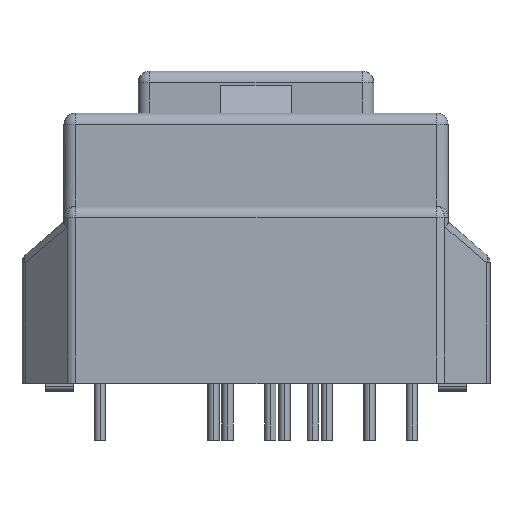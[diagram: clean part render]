
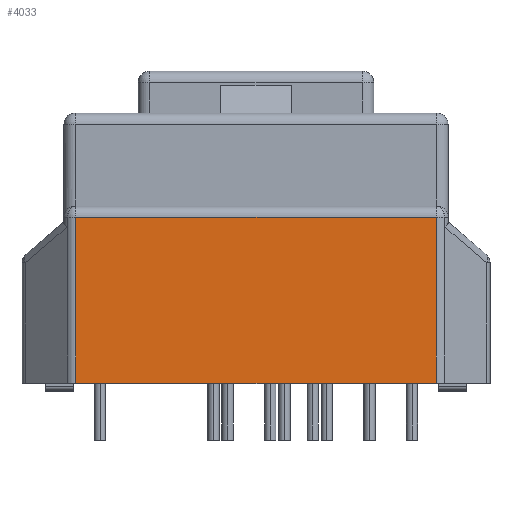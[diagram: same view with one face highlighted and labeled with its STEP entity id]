
A CAD part, top view. The second image highlights one B-rep face of the part: STEP entity #4033.
In plain terms, the highlighted planar face has unit normal (0, 0, 1).
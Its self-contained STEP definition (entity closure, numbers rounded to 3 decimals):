
#65 = EDGE_CURVE ( 'NONE', #796, #922, #863, .T. ) ;
#147 = EDGE_LOOP ( 'NONE', ( #1842, #3493, #2169, #2147 ) ) ;
#160 = AXIS2_PLACEMENT_3D ( 'NONE', #2536, #1996, #2273 ) ;
#205 = EDGE_CURVE ( 'NONE', #2479, #796, #2626, .T. ) ;
#362 = FACE_OUTER_BOUND ( 'NONE', #147, .T. ) ;
#475 = CARTESIAN_POINT ( 'NONE',  ( -12.7, -11.14, 15.5 ) ) ;
#593 = VECTOR ( 'NONE', #1799, 1000. ) ;
#796 = VERTEX_POINT ( 'NONE', #3252 ) ;
#863 = LINE ( 'NONE', #4097, #3370 ) ;
#922 = VERTEX_POINT ( 'NONE', #1597 ) ;
#1090 = EDGE_CURVE ( 'NONE', #3818, #2479, #2400, .T. ) ;
#1492 = VECTOR ( 'NONE', #2262, 1000. ) ;
#1597 = CARTESIAN_POINT ( 'NONE',  ( 12.7, 0.55, 15.5 ) ) ;
#1799 = DIRECTION ( 'NONE',  ( -1., 0., 0. ) ) ;
#1842 = ORIENTED_EDGE ( 'NONE', *, *, #3227, .T. ) ;
#1996 = DIRECTION ( 'NONE',  ( 0., 0., -1. ) ) ;
#2147 = ORIENTED_EDGE ( 'NONE', *, *, #65, .T. ) ;
#2169 = ORIENTED_EDGE ( 'NONE', *, *, #205, .T. ) ;
#2262 = DIRECTION ( 'NONE',  ( 0., -1., 0. ) ) ;
#2273 = DIRECTION ( 'NONE',  ( -1., 0., 0. ) ) ;
#2298 = CARTESIAN_POINT ( 'NONE',  ( -12.7, 10.86, 15.5 ) ) ;
#2400 = LINE ( 'NONE', #2298, #1492 ) ;
#2479 = VERTEX_POINT ( 'NONE', #475 ) ;
#2536 = CARTESIAN_POINT ( 'NONE',  ( -16.5, 10.86, 15.5 ) ) ;
#2626 = LINE ( 'NONE', #3647, #3521 ) ;
#2695 = CARTESIAN_POINT ( 'NONE',  ( -13.031, 0.55, 15.5 ) ) ;
#2876 = PLANE ( 'NONE',  #160 ) ;
#3227 = EDGE_CURVE ( 'NONE', #922, #3818, #3896, .T. ) ;
#3252 = CARTESIAN_POINT ( 'NONE',  ( 12.7, -11.14, 15.5 ) ) ;
#3370 = VECTOR ( 'NONE', #3456, 1000. ) ;
#3456 = DIRECTION ( 'NONE',  ( 0., 1., 0. ) ) ;
#3493 = ORIENTED_EDGE ( 'NONE', *, *, #1090, .T. ) ;
#3521 = VECTOR ( 'NONE', #3994, 1000. ) ;
#3647 = CARTESIAN_POINT ( 'NONE',  ( -16.5, -11.14, 15.5 ) ) ;
#3818 = VERTEX_POINT ( 'NONE', #4230 ) ;
#3896 = LINE ( 'NONE', #2695, #593 ) ;
#3994 = DIRECTION ( 'NONE',  ( 1., 0., 0. ) ) ;
#4033 = ADVANCED_FACE ( 'NONE', ( #362 ), #2876, .F. ) ;
#4097 = CARTESIAN_POINT ( 'NONE',  ( 12.7, 10.86, 15.5 ) ) ;
#4230 = CARTESIAN_POINT ( 'NONE',  ( -12.7, 0.55, 15.5 ) ) ;
